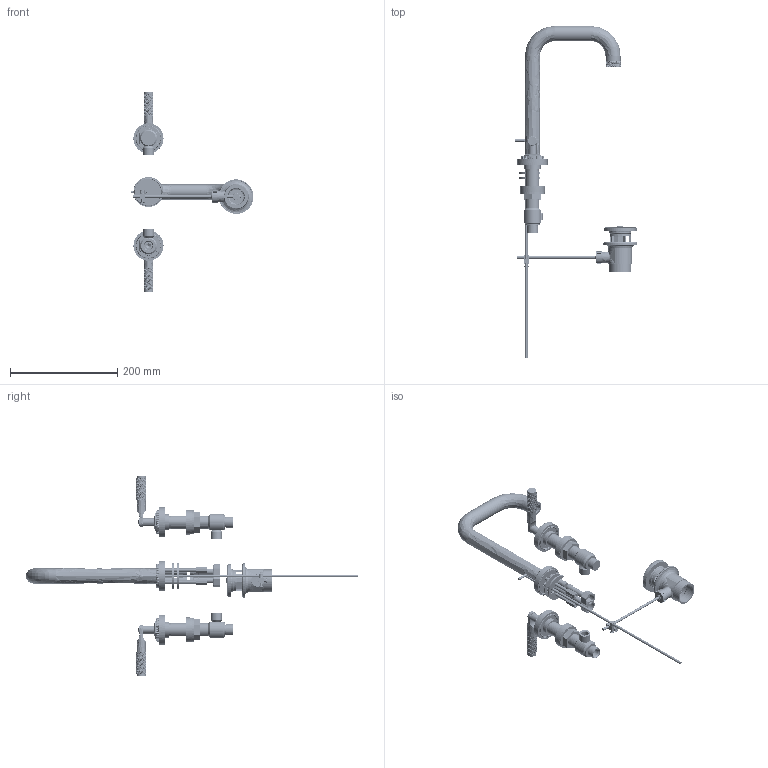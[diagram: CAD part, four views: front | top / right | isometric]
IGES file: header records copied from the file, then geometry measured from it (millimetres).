
Global section: file name: V7K16LK; native system: Autodesk Inventor 2018; preprocessor: unknown; author: clarkin; date: 20171005.101918; units: millimetre
Bounding box: 228.88 x 618.2 x 374 mm (x, y, z)
Volume: 519872.1 mm3; surface area: 318799.5 mm2
Topology: 77 solids, 77 shells, 26601 faces, 56704 edges, 30424 vertices
Faces by surface type: bspline 26601
